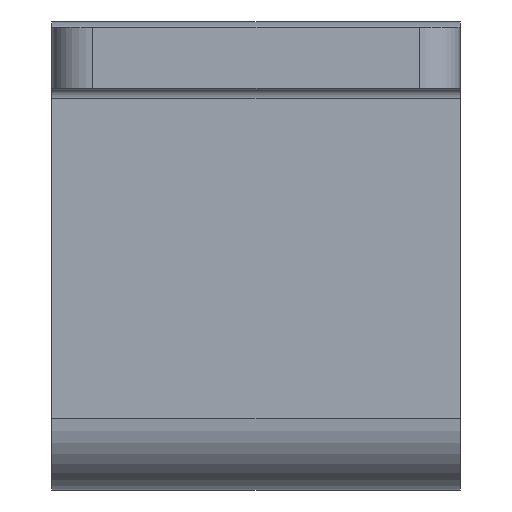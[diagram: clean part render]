
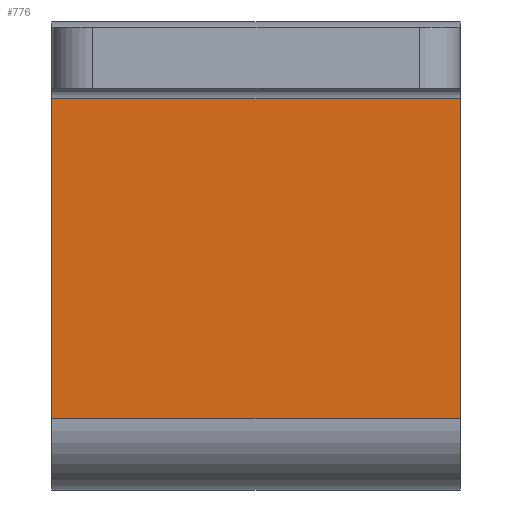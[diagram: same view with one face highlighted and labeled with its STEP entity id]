
A CAD part, left-side view. The second image highlights one B-rep face of the part: STEP entity #776.
In plain terms, the highlighted planar face has unit normal (-1, 0, 0).
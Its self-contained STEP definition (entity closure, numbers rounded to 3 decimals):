
#111=DIRECTION('',(0.,0.,1.));
#112=VECTOR('',#111,31.358);
#113=CARTESIAN_POINT('',(47.5,40.,7.));
#114=LINE('',#113,#112);
#115=DIRECTION('',(0.,1.,0.));
#116=VECTOR('',#115,40.);
#117=CARTESIAN_POINT('',(47.5,0.,38.358));
#118=LINE('',#117,#116);
#119=DIRECTION('',(0.,0.,-1.));
#120=VECTOR('',#119,31.358);
#121=CARTESIAN_POINT('',(47.5,0.,38.358));
#122=LINE('',#121,#120);
#123=DIRECTION('',(0.,1.,0.));
#124=VECTOR('',#123,40.);
#125=CARTESIAN_POINT('',(47.5,0.,7.));
#126=LINE('',#125,#124);
#527=CARTESIAN_POINT('',(47.5,0.,38.358));
#528=VERTEX_POINT('',#527);
#529=CARTESIAN_POINT('',(47.5,40.,38.358));
#530=VERTEX_POINT('',#529);
#553=CARTESIAN_POINT('',(47.5,40.,7.));
#554=VERTEX_POINT('',#553);
#555=CARTESIAN_POINT('',(47.5,0.,7.));
#556=VERTEX_POINT('',#555);
#763=CARTESIAN_POINT('',(47.5,0.,56.929));
#764=DIRECTION('',(1.,0.,0.));
#765=DIRECTION('',(0.,0.,-1.));
#766=AXIS2_PLACEMENT_3D('',#763,#764,#765);
#767=PLANE('',#766);
#769=ORIENTED_EDGE('',*,*,#768,.T.);
#770=ORIENTED_EDGE('',*,*,#701,.T.);
#772=ORIENTED_EDGE('',*,*,#771,.F.);
#773=ORIENTED_EDGE('',*,*,#755,.T.);
#774=EDGE_LOOP('',(#769,#770,#772,#773));
#775=FACE_OUTER_BOUND('',#774,.F.);
#776=ADVANCED_FACE('',(#775),#767,.F.);
#701=EDGE_CURVE('',#554,#530,#114,.T.);
#755=EDGE_CURVE('',#528,#556,#122,.T.);
#768=EDGE_CURVE('',#556,#554,#126,.T.);
#771=EDGE_CURVE('',#528,#530,#118,.T.);
